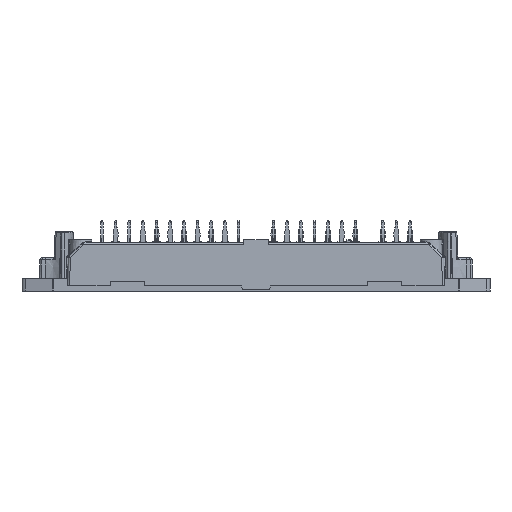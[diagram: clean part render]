
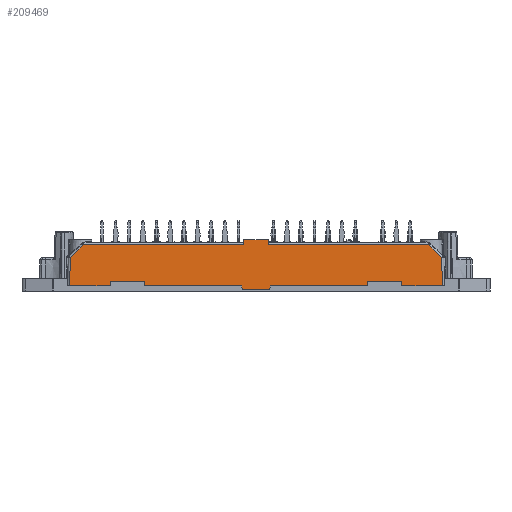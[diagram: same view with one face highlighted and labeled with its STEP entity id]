
A CAD part, front view. The second image highlights one B-rep face of the part: STEP entity #209469.
In plain terms, the highlighted planar face has unit normal (0, -1, 0.026).
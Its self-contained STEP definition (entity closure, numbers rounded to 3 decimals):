
#27959=ORIENTED_EDGE('',*,*,#66952,.F.);
#27960=ORIENTED_EDGE('',*,*,#66953,.T.);
#27961=ORIENTED_EDGE('',*,*,#66954,.F.);
#27962=ORIENTED_EDGE('',*,*,#66955,.T.);
#27963=ORIENTED_EDGE('',*,*,#66956,.T.);
#27964=ORIENTED_EDGE('',*,*,#65282,.F.);
#27965=ORIENTED_EDGE('',*,*,#65280,.T.);
#27966=ORIENTED_EDGE('',*,*,#66684,.F.);
#27967=ORIENTED_EDGE('',*,*,#65275,.T.);
#27968=ORIENTED_EDGE('',*,*,#66805,.T.);
#27969=ORIENTED_EDGE('',*,*,#65273,.T.);
#27970=ORIENTED_EDGE('',*,*,#65271,.T.);
#27971=ORIENTED_EDGE('',*,*,#66957,.T.);
#27972=ORIENTED_EDGE('',*,*,#66958,.F.);
#27973=ORIENTED_EDGE('',*,*,#66959,.T.);
#27974=ORIENTED_EDGE('',*,*,#66960,.T.);
#27975=ORIENTED_EDGE('',*,*,#66961,.T.);
#27976=ORIENTED_EDGE('',*,*,#65303,.F.);
#27977=ORIENTED_EDGE('',*,*,#65307,.T.);
#27978=ORIENTED_EDGE('',*,*,#65312,.F.);
#27979=ORIENTED_EDGE('',*,*,#65313,.F.);
#27980=ORIENTED_EDGE('',*,*,#65317,.T.);
#65271=EDGE_CURVE('',#82703,#83040,#101591,.T.);
#65273=EDGE_CURVE('',#83042,#82703,#101593,.T.);
#65275=EDGE_CURVE('',#83043,#83044,#101594,.F.);
#65280=EDGE_CURVE('',#82706,#83046,#101598,.F.);
#65282=EDGE_CURVE('',#82706,#83048,#101600,.T.);
#65303=EDGE_CURVE('',#83063,#83064,#101617,.F.);
#65307=EDGE_CURVE('',#83063,#83067,#101621,.T.);
#65312=EDGE_CURVE('',#83070,#83067,#101626,.F.);
#65313=EDGE_CURVE('',#83071,#83070,#101627,.T.);
#65317=EDGE_CURVE('',#83071,#83073,#101631,.F.);
#66684=EDGE_CURVE('',#83043,#83046,#102215,.T.);
#66805=EDGE_CURVE('',#83044,#83042,#102266,.T.);
#66952=EDGE_CURVE('',#84275,#83073,#102322,.F.);
#66953=EDGE_CURVE('',#84275,#84276,#102323,.F.);
#66954=EDGE_CURVE('',#84277,#84276,#102324,.F.);
#66955=EDGE_CURVE('',#84277,#84278,#102325,.F.);
#66956=EDGE_CURVE('',#84278,#83048,#102326,.F.);
#66957=EDGE_CURVE('',#83040,#84279,#102327,.F.);
#66958=EDGE_CURVE('',#84280,#84279,#102328,.F.);
#66959=EDGE_CURVE('',#84280,#84281,#102329,.F.);
#66960=EDGE_CURVE('',#84281,#84282,#102330,.F.);
#66961=EDGE_CURVE('',#84282,#83064,#102331,.F.);
#82703=VERTEX_POINT('',#292448);
#82706=VERTEX_POINT('',#292458);
#83040=VERTEX_POINT('',#296649);
#83042=VERTEX_POINT('',#296655);
#83043=VERTEX_POINT('',#296659);
#83044=VERTEX_POINT('',#296660);
#83046=VERTEX_POINT('',#296667);
#83048=VERTEX_POINT('',#296673);
#83063=VERTEX_POINT('',#296738);
#83064=VERTEX_POINT('',#296739);
#83067=VERTEX_POINT('',#296747);
#83070=VERTEX_POINT('',#296755);
#83071=VERTEX_POINT('',#296759);
#83073=VERTEX_POINT('',#296765);
#84275=VERTEX_POINT('',#302101);
#84276=VERTEX_POINT('',#302103);
#84277=VERTEX_POINT('',#302105);
#84278=VERTEX_POINT('',#302107);
#84279=VERTEX_POINT('',#302110);
#84280=VERTEX_POINT('',#302112);
#84281=VERTEX_POINT('',#302114);
#84282=VERTEX_POINT('',#302116);
#101591=LINE('',#296650,#119596);
#101593=LINE('',#296654,#119598);
#101594=LINE('',#296658,#119599);
#101598=LINE('',#296668,#119603);
#101600=LINE('',#296672,#119605);
#101617=LINE('',#296737,#119622);
#101621=LINE('',#296746,#119626);
#101626=LINE('',#296756,#119631);
#101627=LINE('',#296758,#119632);
#101631=LINE('',#296767,#119636);
#102215=LINE('',#301094,#120220);
#102266=LINE('',#301518,#120271);
#102322=LINE('',#302100,#120327);
#102323=LINE('',#302102,#120328);
#102324=LINE('',#302104,#120329);
#102325=LINE('',#302106,#120330);
#102326=LINE('',#302108,#120331);
#102327=LINE('',#302109,#120332);
#102328=LINE('',#302111,#120333);
#102329=LINE('',#302113,#120334);
#102330=LINE('',#302115,#120335);
#102331=LINE('',#302117,#120336);
#119596=VECTOR('',#246600,1000.);
#119598=VECTOR('',#246604,1000.);
#119599=VECTOR('',#246609,1000.);
#119603=VECTOR('',#246617,1000.);
#119605=VECTOR('',#246621,1000.);
#119622=VECTOR('',#246654,1000.);
#119626=VECTOR('',#246660,1000.);
#119631=VECTOR('',#246667,1000.);
#119632=VECTOR('',#246670,1000.);
#119636=VECTOR('',#246676,1000.);
#120220=VECTOR('',#248820,1000.);
#120271=VECTOR('',#248963,1000.);
#120327=VECTOR('',#249151,1000.);
#120328=VECTOR('',#249152,1000.);
#120329=VECTOR('',#249153,1000.);
#120330=VECTOR('',#249154,1000.);
#120331=VECTOR('',#249155,1000.);
#120332=VECTOR('',#249156,1000.);
#120333=VECTOR('',#249157,1000.);
#120334=VECTOR('',#249158,1000.);
#120335=VECTOR('',#249159,1000.);
#120336=VECTOR('',#249160,1000.);
#129639=EDGE_LOOP('',(#27959,#27960,#27961,#27962,#27963,#27964,#27965,
#27966,#27967,#27968,#27969,#27970,#27971,#27972,#27973,#27974,#27975,#27976,
#27977,#27978,#27979,#27980));
#138183=FACE_BOUND('',#129639,.T.);
#146175=PLANE('',#218317);
#209469=ADVANCED_FACE('',(#138183),#146175,.T.);
#218317=AXIS2_PLACEMENT_3D('',#302099,#249149,#249150);
#246600=DIRECTION('',(-0.707,-0.019,-0.707));
#246604=DIRECTION('',(-1.,0.,0.));
#246609=DIRECTION('',(1.,0.,0.));
#246617=DIRECTION('',(1.,0.,0.));
#246621=DIRECTION('',(0.707,-0.019,-0.707));
#246654=DIRECTION('',(1.,0.,0.));
#246660=DIRECTION('',(0.174,-0.026,-0.984));
#246667=DIRECTION('',(1.,0.,0.));
#246670=DIRECTION('',(-0.174,-0.026,-0.984));
#246676=DIRECTION('',(-1.,0.,0.));
#248820=DIRECTION('',(0.017,-0.026,-1.));
#248963=DIRECTION('',(-0.017,-0.026,-1.));
#249149=DIRECTION('',(0.,-1.,0.026));
#249150=DIRECTION('',(0.,-0.026,-1.));
#249151=DIRECTION('',(0.,0.026,1.));
#249152=DIRECTION('',(-1.,0.,0.));
#249153=DIRECTION('',(0.,-0.026,-1.));
#249154=DIRECTION('',(-1.,0.,0.));
#249155=DIRECTION('',(0.026,-0.026,-0.999));
#249156=DIRECTION('',(0.026,0.026,0.999));
#249157=DIRECTION('',(1.,0.,0.));
#249158=DIRECTION('',(0.,-0.026,-1.));
#249159=DIRECTION('',(-1.,0.,0.));
#249160=DIRECTION('',(0.,0.026,1.));
#292448=CARTESIAN_POINT('',(-40.443,-30.719,7.363));
#292458=CARTESIAN_POINT('',(40.443,-30.719,7.363));
#296649=CARTESIAN_POINT('',(-43.474,-30.798,4.332));
#296650=CARTESIAN_POINT('',(-23.298,-30.27,24.508));
#296654=CARTESIAN_POINT('',(0.,-30.719,7.363));
#296655=CARTESIAN_POINT('',(-2.845,-30.719,7.363));
#296658=CARTESIAN_POINT('',(0.,-30.689,8.5));
#296659=CARTESIAN_POINT('',(2.825,-30.689,8.5));
#296660=CARTESIAN_POINT('',(-2.825,-30.689,8.5));
#296667=CARTESIAN_POINT('',(2.845,-30.719,7.363));
#296668=CARTESIAN_POINT('',(0.,-30.719,7.363));
#296672=CARTESIAN_POINT('',(23.298,-30.27,24.508));
#296673=CARTESIAN_POINT('',(43.474,-30.798,4.332));
#296737=CARTESIAN_POINT('',(0.,-30.972,-2.3));
#296738=CARTESIAN_POINT('',(-3.359,-30.972,-2.3));
#296739=CARTESIAN_POINT('',(-26.147,-30.972,-2.3));
#296746=CARTESIAN_POINT('',(-3.861,-30.897,0.546));
#296747=CARTESIAN_POINT('',(-3.218,-30.993,-3.1));
#296755=CARTESIAN_POINT('',(3.218,-30.993,-3.1));
#296756=CARTESIAN_POINT('',(3.5,-30.993,-3.1));
#296758=CARTESIAN_POINT('',(3.861,-30.897,0.546));
#296759=CARTESIAN_POINT('',(3.359,-30.972,-2.3));
#296765=CARTESIAN_POINT('',(26.147,-30.972,-2.3));
#296767=CARTESIAN_POINT('',(0.,-30.972,-2.3));
#301094=CARTESIAN_POINT('',(2.849,-30.725,7.119));
#301518=CARTESIAN_POINT('',(-2.849,-30.725,7.119));
#302099=CARTESIAN_POINT('',(0.,-30.879,1.226));
#302100=CARTESIAN_POINT('',(26.147,-30.879,1.226));
#302101=CARTESIAN_POINT('',(26.147,-30.945,-1.3));
#302102=CARTESIAN_POINT('',(0.,-30.945,-1.3));
#302103=CARTESIAN_POINT('',(34.147,-30.945,-1.3));
#302104=CARTESIAN_POINT('',(34.147,-30.879,1.226));
#302105=CARTESIAN_POINT('',(34.147,-30.972,-2.3));
#302106=CARTESIAN_POINT('',(0.,-30.972,-2.3));
#302107=CARTESIAN_POINT('',(43.647,-30.972,-2.3));
#302108=CARTESIAN_POINT('',(43.525,-30.849,2.365));
#302109=CARTESIAN_POINT('',(-43.525,-30.849,2.365));
#302110=CARTESIAN_POINT('',(-43.647,-30.972,-2.3));
#302111=CARTESIAN_POINT('',(0.,-30.972,-2.3));
#302112=CARTESIAN_POINT('',(-34.147,-30.972,-2.3));
#302113=CARTESIAN_POINT('',(-34.147,-30.879,1.226));
#302114=CARTESIAN_POINT('',(-34.147,-30.945,-1.3));
#302115=CARTESIAN_POINT('',(0.,-30.945,-1.3));
#302116=CARTESIAN_POINT('',(-26.147,-30.945,-1.3));
#302117=CARTESIAN_POINT('',(-26.147,-30.879,1.226));
